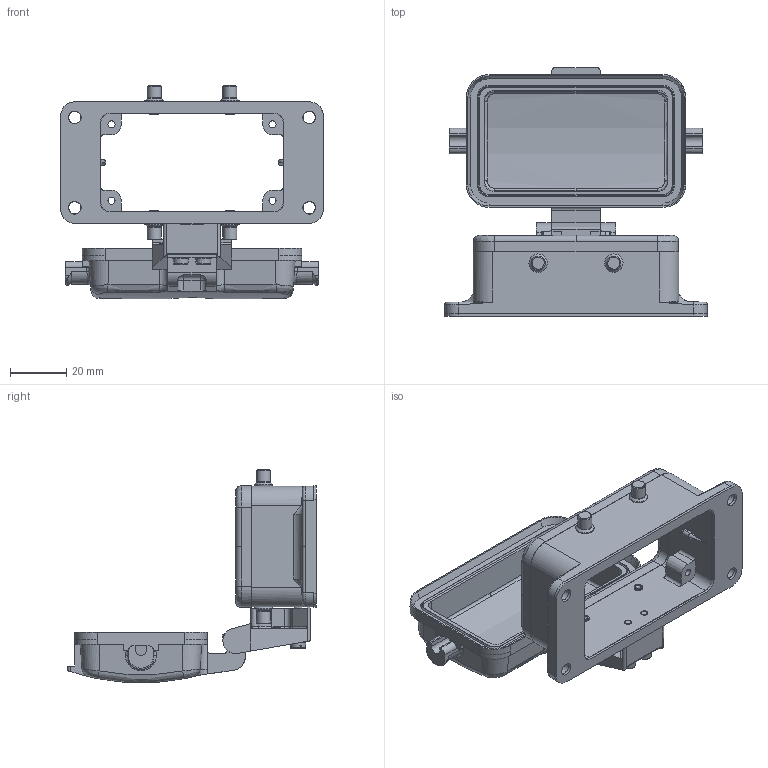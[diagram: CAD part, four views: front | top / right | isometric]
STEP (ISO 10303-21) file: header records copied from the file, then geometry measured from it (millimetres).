
FILE_DESCRIPTION(/* description */ (''),/* implementation_level */ '2;1');
FILE_NAME(/* name */ 'C146_10F010_002_1.stp',/* time_stamp */ '2016-04-05T15:48:06+02:00',/* author */ (''),/* organization */ (''),/* preprocessor_version */ 'ST-DEVELOPER v15',/* originating_system */ 'SIEMENS PLM Software NX 9.0',/* authorisation */ '');
FILE_SCHEMA (('CONFIG_CONTROL_DESIGN'));
Length unit declared in the file: millimetre
Products named in the file (1): c3d-c146 10f010 002 1nxm001-01
Bounding box: 93 x 88.15 x 75.65 mm (x, y, z)
Volume: 52703.8 mm3; surface area: 37694.1 mm2
Topology: 1 solids, 7 shells, 962 faces, 2540 edges, 1605 vertices
Faces by surface type: plane 440, bspline 256, cylinder 193, cone 37, torus 20, revolution 12, extrusion 3, sphere 1
Full cylindrical faces by diameter (mm): 2.5 x4, 2.6 x2, 3 x3, 3.05 x4, 4 x3, 4.3 x4, 4.5 x4, 4.9 x4, 5.5 x2, 6.5 x4, 16.5 x1
Entity records: 32709 total; most frequent: CARTESIAN_POINT 10556, ORIENTED_EDGE 4852, DIRECTION 4167, EDGE_CURVE 2426, VERTEX_POINT 1583, AXIS2_PLACEMENT_3D 1402, VECTOR 1351, LINE 1348
